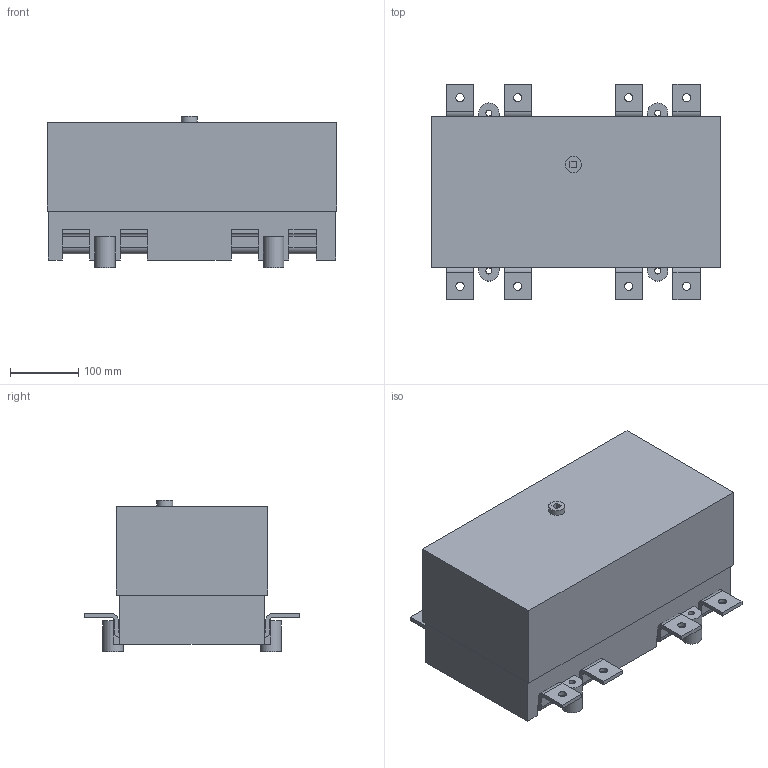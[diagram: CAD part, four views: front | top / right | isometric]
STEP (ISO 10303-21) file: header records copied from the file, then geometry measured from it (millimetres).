
FILE_DESCRIPTION(/* description */ (''),/* implementation_level */ '2;1');
FILE_NAME(/* name */ '3d_GE0630NT4.stp',/* time_stamp */ '2018-10-08T14:57:19+02:00',/* author */ ('Andrzej'),/* organization */ (''),/* preprocessor_version */ 'ST-DEVELOPER v16.13',/* originating_system */ 'AutoCAD Mechanical',/* authorisation */ '');
FILE_SCHEMA (('AUTOMOTIVE_DESIGN { 1 0 10303 214 3 1 1 }'));
Length unit declared in the file: millimetre
Products named in the file (1): Product
Bounding box: 426 x 317 x 222 mm (x, y, z)
Volume: 18519958.1 mm3; surface area: 762449.6 mm2
Topology: 10 solids, 10 shells, 179 faces, 2714 edges, 4791 vertices
Faces by surface type: plane 130, cylinder 49
Full cylindrical faces by diameter (mm): 9 x4, 12 x8, 24 x1, 30 x4
Entity records: 23416 total; most frequent: CARTESIAN_POINT 7705, DIRECTION 3148, LINE 2574, VECTOR 2574, STYLED_ITEM 2249, TRIMMED_CURVE 2239, ORIENTED_EDGE 900, EDGE_CURVE 450
